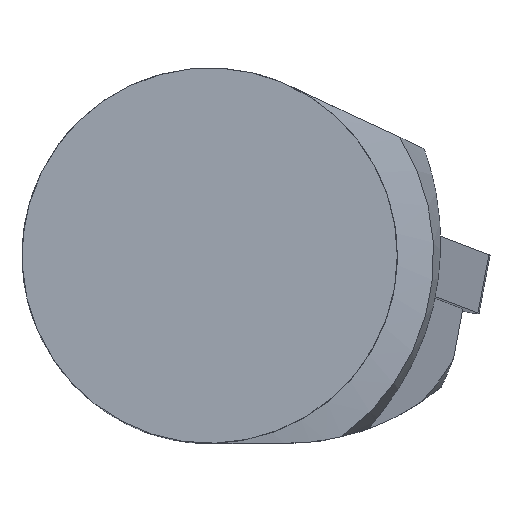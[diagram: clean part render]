
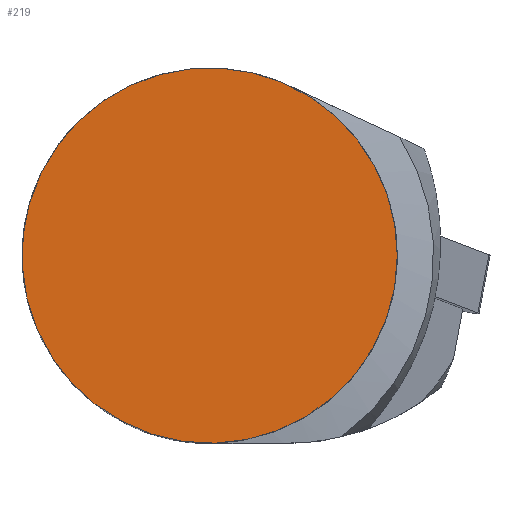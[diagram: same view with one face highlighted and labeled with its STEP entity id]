
A CAD part, top view. The second image highlights one B-rep face of the part: STEP entity #219.
In plain terms, the highlighted planar face has unit normal (0, 0, 1).
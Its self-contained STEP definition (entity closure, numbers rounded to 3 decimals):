
#173=FACE_OUTER_BOUND('',#431,.T.);
#219=ADVANCED_FACE('',(#173),#248,.T.);
#248=PLANE('',#1100);
#431=EDGE_LOOP('',(#661));
#661=ORIENTED_EDGE('',*,*,#832,.T.);
#738=VERTEX_POINT('',#1634);
#832=EDGE_CURVE('',#738,#738,#906,.T.);
#906=CIRCLE('',#1063,20.);
#1063=AXIS2_PLACEMENT_3D('',#1633,#1237,#1238);
#1100=AXIS2_PLACEMENT_3D('',#1885,#1332,#1333);
#1237=DIRECTION('',(0.,0.,1.));
#1238=DIRECTION('',(1.,0.,0.));
#1332=DIRECTION('',(0.,0.,1.));
#1333=DIRECTION('',(1.,0.,0.));
#1633=CARTESIAN_POINT('',(0.,0.,0.));
#1634=CARTESIAN_POINT('',(20.,0.,0.));
#1885=CARTESIAN_POINT('',(0.,0.,0.));
